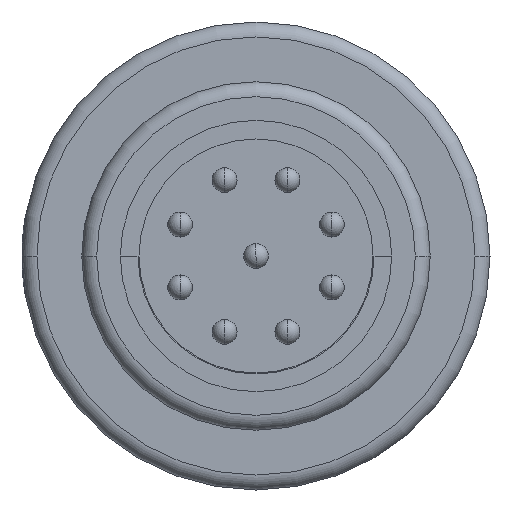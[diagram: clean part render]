
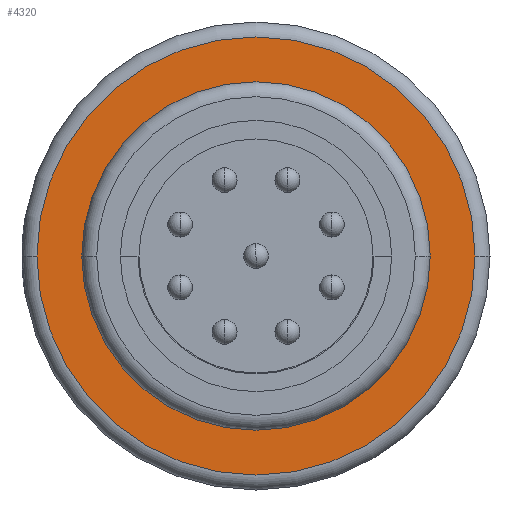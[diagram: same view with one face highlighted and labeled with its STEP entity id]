
A CAD part, left-side view. The second image highlights one B-rep face of the part: STEP entity #4320.
In plain terms, the highlighted planar face has unit normal (-1, 0, 0).
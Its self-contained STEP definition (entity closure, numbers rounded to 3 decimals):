
#231=CARTESIAN_POINT('',(-2.3,0.,0.));
#232=DIRECTION('',(-1.,0.,0.));
#233=DIRECTION('',(0.,1.,0.));
#234=AXIS2_PLACEMENT_3D('',#231,#232,#233);
#254=CARTESIAN_POINT('',(-2.3,0.,0.));
#255=DIRECTION('',(1.,0.,0.));
#256=DIRECTION('',(0.,1.,0.));
#257=AXIS2_PLACEMENT_3D('',#254,#255,#256);
#262=CARTESIAN_POINT('',(-2.3,0.,0.));
#263=DIRECTION('',(-1.,0.,0.));
#264=DIRECTION('',(0.,-1.,0.));
#265=AXIS2_PLACEMENT_3D('',#262,#263,#264);
#270=CARTESIAN_POINT('',(-2.3,0.,0.));
#271=DIRECTION('',(-1.,0.,0.));
#272=DIRECTION('',(0.,1.,0.));
#273=AXIS2_PLACEMENT_3D('',#270,#271,#272);
#3945=CARTESIAN_POINT('',(-2.3,3.5,0.));
#3946=CARTESIAN_POINT('',(-2.3,-3.5,0.));
#3947=VERTEX_POINT('',#3945);
#3948=VERTEX_POINT('',#3946);
#3977=CARTESIAN_POINT('',(-2.3,-4.4,0.));
#3978=CARTESIAN_POINT('',(-2.3,4.4,0.));
#3979=VERTEX_POINT('',#3977);
#3980=VERTEX_POINT('',#3978);
#4305=CARTESIAN_POINT('',(-2.3,0.,0.));
#4306=DIRECTION('',(1.,0.,0.));
#4307=DIRECTION('',(0.,-1.,0.));
#4308=AXIS2_PLACEMENT_3D('',#4305,#4306,#4307);
#4309=PLANE('',#4308);
#4311=ORIENTED_EDGE('',*,*,#4310,.F.);
#4313=ORIENTED_EDGE('',*,*,#4312,.F.);
#4314=EDGE_LOOP('',(#4311,#4313));
#4315=FACE_OUTER_BOUND('',#4314,.F.);
#4316=ORIENTED_EDGE('',*,*,#4292,.F.);
#4317=ORIENTED_EDGE('',*,*,#4271,.T.);
#4318=EDGE_LOOP('',(#4316,#4317));
#4319=FACE_BOUND('',#4318,.F.);
#235=CIRCLE('',#234,3.5);
#258=CIRCLE('',#257,3.5);
#266=CIRCLE('',#265,4.4);
#274=CIRCLE('',#273,4.4);
#4271=EDGE_CURVE('',#3947,#3948,#235,.T.);
#4292=EDGE_CURVE('',#3947,#3948,#258,.T.);
#4310=EDGE_CURVE('',#3979,#3980,#266,.T.);
#4312=EDGE_CURVE('',#3980,#3979,#274,.T.);
#4320=ADVANCED_FACE('',(#4315,#4319),#4309,.F.);
